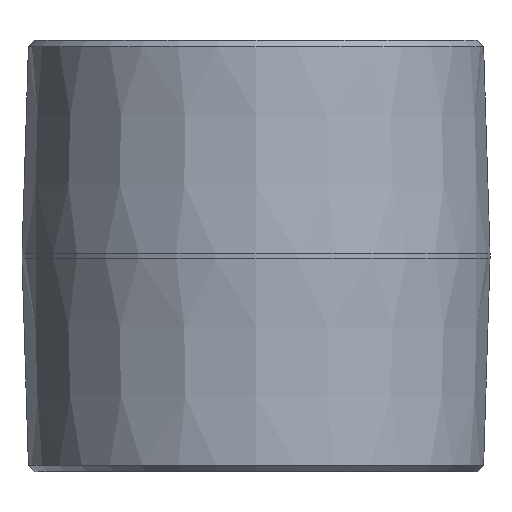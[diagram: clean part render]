
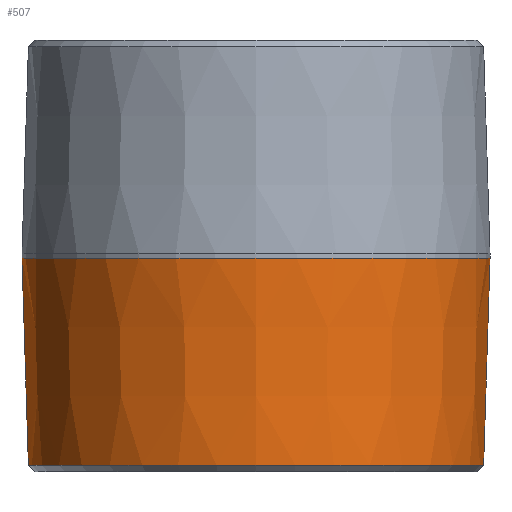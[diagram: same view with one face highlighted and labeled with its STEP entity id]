
A CAD part, front view. The second image highlights one B-rep face of the part: STEP entity #507.
In plain terms, the highlighted conical face has half-angle 1.78 degrees and reference radius 24.13 mm.
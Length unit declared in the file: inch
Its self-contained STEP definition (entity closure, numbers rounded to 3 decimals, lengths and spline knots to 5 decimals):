
#7 = CARTESIAN_POINT ( 'NONE',  ( -0.9239, 0., 0.02499 ) ) ;
#9 = CARTESIAN_POINT ( 'NONE',  ( 0., 0., 0.865 ) ) ;
#11 = CARTESIAN_POINT ( 'NONE',  ( -0.95, 0., 0.865 ) ) ;
#14 = DIRECTION ( 'NONE',  ( 0., 0., 1. ) ) ;
#25 = ORIENTED_EDGE ( 'NONE', *, *, #340, .F. ) ;
#52 = CARTESIAN_POINT ( 'NONE',  ( 0.9239, 0., 0.02499 ) ) ;
#55 = DIRECTION ( 'NONE',  ( 0., 0., -1. ) ) ;
#61 = ORIENTED_EDGE ( 'NONE', *, *, #204, .T. ) ;
#64 = CARTESIAN_POINT ( 'NONE',  ( 0., 0., 0.865 ) ) ;
#97 = CARTESIAN_POINT ( 'NONE',  ( 0., 0., 0.02499 ) ) ;
#111 = CONICAL_SURFACE ( 'NONE', #318, 0.95, 0.031 ) ;
#139 = LINE ( 'NONE', #11, #388 ) ;
#144 = EDGE_CURVE ( 'NONE', #157, #484, #264, .T. ) ;
#147 = VECTOR ( 'NONE', #435, 39.37008 ) ;
#155 = AXIS2_PLACEMENT_3D ( 'NONE', #97, #14, #185 ) ;
#157 = VERTEX_POINT ( 'NONE', #7 ) ;
#174 = ORIENTED_EDGE ( 'NONE', *, *, #371, .T. ) ;
#185 = DIRECTION ( 'NONE',  ( -1., 0., 0. ) ) ;
#204 = EDGE_CURVE ( 'NONE', #484, #395, #342, .T. ) ;
#225 = EDGE_LOOP ( 'NONE', ( #25, #471, #61, #174 ) ) ;
#235 = DIRECTION ( 'NONE',  ( 0., 0., 1. ) ) ;
#249 = CIRCLE ( 'NONE', #461, 0.95 ) ;
#264 = CIRCLE ( 'NONE', #155, 0.9239 ) ;
#318 = AXIS2_PLACEMENT_3D ( 'NONE', #64, #235, #542 ) ;
#340 = EDGE_CURVE ( 'NONE', #157, #364, #139, .T. ) ;
#342 = LINE ( 'NONE', #393, #147 ) ;
#346 = CARTESIAN_POINT ( 'NONE',  ( 0.95, 0., 0.865 ) ) ;
#364 = VERTEX_POINT ( 'NONE', #444 ) ;
#371 = EDGE_CURVE ( 'NONE', #395, #364, #249, .T. ) ;
#388 = VECTOR ( 'NONE', #515, 39.37008 ) ;
#393 = CARTESIAN_POINT ( 'NONE',  ( 0.95, 0., 0.865 ) ) ;
#395 = VERTEX_POINT ( 'NONE', #346 ) ;
#396 = DIRECTION ( 'NONE',  ( -1., 0., 0. ) ) ;
#435 = DIRECTION ( 'NONE',  ( 0.031, 0., 1. ) ) ;
#444 = CARTESIAN_POINT ( 'NONE',  ( -0.95, 0., 0.865 ) ) ;
#461 = AXIS2_PLACEMENT_3D ( 'NONE', #9, #55, #396 ) ;
#471 = ORIENTED_EDGE ( 'NONE', *, *, #144, .T. ) ;
#484 = VERTEX_POINT ( 'NONE', #52 ) ;
#507 = ADVANCED_FACE ( 'NONE', ( #532 ), #111, .T. ) ;
#515 = DIRECTION ( 'NONE',  ( -0.031, 0., 1. ) ) ;
#532 = FACE_OUTER_BOUND ( 'NONE', #225, .T. ) ;
#542 = DIRECTION ( 'NONE',  ( 1., 0., 0. ) ) ;
